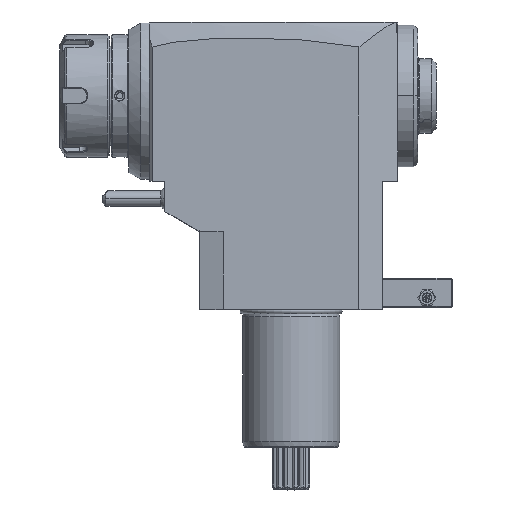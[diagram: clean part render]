
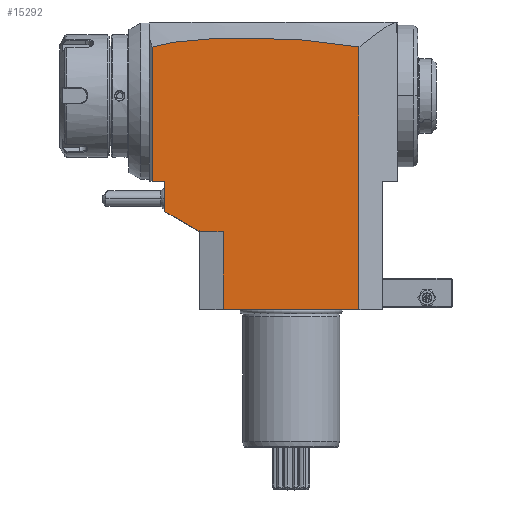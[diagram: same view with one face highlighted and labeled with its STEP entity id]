
A CAD part, top view. The second image highlights one B-rep face of the part: STEP entity #15292.
In plain terms, the highlighted planar face has unit normal (0, 0, 1).
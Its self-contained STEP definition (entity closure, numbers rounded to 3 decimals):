
#3392=DIRECTION('',(-1.,0.,0.));
#3393=VECTOR('',#3392,70.);
#3394=CARTESIAN_POINT('',(35.,0.,44.));
#3395=LINE('',#3394,#3393);
#3473=DIRECTION('',(1.,0.,0.));
#3474=VECTOR('',#3473,6.5);
#3475=CARTESIAN_POINT('',(-71.5,66.,44.));
#3476=LINE('',#3475,#3474);
#3481=DIRECTION('',(0.866,-0.5,0.));
#3482=VECTOR('',#3481,1.155);
#3483=CARTESIAN_POINT('',(-47.,40.577,44.));
#3484=LINE('',#3483,#3482);
#3485=DIRECTION('',(0.,1.,0.));
#3486=VECTOR('',#3485,0.577);
#3487=CARTESIAN_POINT('',(-47.,40.,44.));
#3488=LINE('',#3487,#3486);
#3489=DIRECTION('',(0.866,-0.5,0.));
#3490=VECTOR('',#3489,20.785);
#3491=CARTESIAN_POINT('',(-65.,50.392,44.));
#3492=LINE('',#3491,#3490);
#3493=DIRECTION('',(0.,-1.,0.));
#3494=VECTOR('',#3493,15.608);
#3495=CARTESIAN_POINT('',(-65.,66.,44.));
#3496=LINE('',#3495,#3494);
#3497=DIRECTION('',(0.,-1.,0.));
#3498=VECTOR('',#3497,69.054);
#3499=CARTESIAN_POINT('',(-71.5,135.054,44.));
#3500=LINE('',#3499,#3498);
#3501=CARTESIAN_POINT('',(35.,135.17,44.));
#3502=CARTESIAN_POINT('',(33.75,135.412,44.));
#3503=CARTESIAN_POINT('',(31.234,135.868,44.));
#3504=CARTESIAN_POINT('',(27.419,136.482,44.));
#3505=CARTESIAN_POINT('',(23.55,137.035,44.));
#3506=CARTESIAN_POINT('',(19.625,137.535,44.));
#3507=CARTESIAN_POINT('',(15.607,137.989,44.));
#3508=CARTESIAN_POINT('',(11.31,138.416,44.));
#3509=CARTESIAN_POINT('',(6.553,138.825,44.));
#3510=CARTESIAN_POINT('',(1.194,139.208,44.));
#3511=CARTESIAN_POINT('',(-4.441,139.526,44.));
#3512=CARTESIAN_POINT('',(-10.036,139.76,44.));
#3513=CARTESIAN_POINT('',(-15.582,139.913,44.));
#3514=CARTESIAN_POINT('',(-21.098,139.987,44.));
#3515=CARTESIAN_POINT('',(-26.541,139.98,44.));
#3516=CARTESIAN_POINT('',(-31.84,139.894,44.));
#3517=CARTESIAN_POINT('',(-36.798,139.737,44.));
#3518=CARTESIAN_POINT('',(-41.299,139.523,44.));
#3519=CARTESIAN_POINT('',(-45.254,139.274,44.));
#3520=CARTESIAN_POINT('',(-48.717,139.004,44.));
#3521=CARTESIAN_POINT('',(-51.777,138.72,44.));
#3522=CARTESIAN_POINT('',(-54.488,138.427,44.));
#3523=CARTESIAN_POINT('',(-56.905,138.128,44.));
#3524=CARTESIAN_POINT('',(-59.062,137.828,44.));
#3525=CARTESIAN_POINT('',(-60.97,137.532,44.));
#3526=CARTESIAN_POINT('',(-62.64,137.246,44.));
#3527=CARTESIAN_POINT('',(-64.117,136.968,44.));
#3528=CARTESIAN_POINT('',(-65.464,136.693,44.));
#3529=CARTESIAN_POINT('',(-66.739,136.409,44.));
#3530=CARTESIAN_POINT('',(-68.004,136.1,44.));
#3531=CARTESIAN_POINT('',(-69.239,135.77,44.));
#3532=CARTESIAN_POINT('',(-70.419,135.419,44.));
#3533=CARTESIAN_POINT('',(-71.148,135.177,44.));
#3534=CARTESIAN_POINT('',(-71.5,135.054,44.));
#3536=DIRECTION('',(0.,-1.,0.));
#3537=VECTOR('',#3536,135.17);
#3538=CARTESIAN_POINT('',(35.,135.17,44.));
#3539=LINE('',#3538,#3537);
#3580=DIRECTION('',(0.,-1.,0.));
#3581=VECTOR('',#3580,40.);
#3582=CARTESIAN_POINT('',(-35.,40.,44.));
#3583=LINE('',#3582,#3581);
#3596=DIRECTION('',(1.,0.,0.));
#3597=VECTOR('',#3596,11.);
#3598=CARTESIAN_POINT('',(-46.,40.,44.));
#3599=LINE('',#3598,#3597);
#11505=CARTESIAN_POINT('',(-71.5,66.,44.));
#11506=VERTEX_POINT('',#11505);
#11507=VERTEX_POINT('',#3501);
#11508=VERTEX_POINT('',#3534);
#11527=CARTESIAN_POINT('',(-46.,40.,44.));
#11528=CARTESIAN_POINT('',(-35.,40.,44.));
#11529=VERTEX_POINT('',#11527);
#11530=VERTEX_POINT('',#11528);
#11865=CARTESIAN_POINT('',(35.,0.,44.));
#11866=CARTESIAN_POINT('',(-35.,0.,44.));
#11867=VERTEX_POINT('',#11865);
#11868=VERTEX_POINT('',#11866);
#11893=CARTESIAN_POINT('',(-65.,50.392,44.));
#11894=CARTESIAN_POINT('',(-47.,40.,44.));
#11895=VERTEX_POINT('',#11893);
#11896=VERTEX_POINT('',#11894);
#12045=CARTESIAN_POINT('',(-47.,40.577,44.));
#12047=VERTEX_POINT('',#12045);
#12117=CARTESIAN_POINT('',(-65.,66.,44.));
#12118=VERTEX_POINT('',#12117);
#15266=CARTESIAN_POINT('',(-53.475,40.,44.));
#15267=DIRECTION('',(0.,0.,1.));
#15268=DIRECTION('',(1.,0.,0.));
#15269=AXIS2_PLACEMENT_3D('',#15266,#15267,#15268);
#15270=PLANE('',#15269);
#15272=ORIENTED_EDGE('',*,*,#15271,.F.);
#15274=ORIENTED_EDGE('',*,*,#15273,.F.);
#15276=ORIENTED_EDGE('',*,*,#15275,.F.);
#15277=ORIENTED_EDGE('',*,*,#15246,.F.);
#15278=ORIENTED_EDGE('',*,*,#15235,.F.);
#15280=ORIENTED_EDGE('',*,*,#15279,.F.);
#15282=ORIENTED_EDGE('',*,*,#15281,.F.);
#15284=ORIENTED_EDGE('',*,*,#15283,.T.);
#15285=ORIENTED_EDGE('',*,*,#15174,.T.);
#15287=ORIENTED_EDGE('',*,*,#15286,.F.);
#15289=ORIENTED_EDGE('',*,*,#15288,.F.);
#15290=EDGE_LOOP('',(#15272,#15274,#15276,#15277,#15278,#15280,#15282,#15284,
#15285,#15287,#15289));
#15291=FACE_OUTER_BOUND('',#15290,.F.);
#3535=B_SPLINE_CURVE_WITH_KNOTS('',3,(#3501,#3502,#3503,#3504,#3505,#3506,#3507,
#3508,#3509,#3510,#3511,#3512,#3513,#3514,#3515,#3516,#3517,#3518,#3519,#3520,
#3521,#3522,#3523,#3524,#3525,#3526,#3527,#3528,#3529,#3530,#3531,#3532,#3533,
#3534),.UNSPECIFIED.,.F.,.F.,(4,1,1,1,1,1,1,1,1,1,1,1,1,1,1,1,1,1,1,1,1,1,1,1,1,
1,1,1,1,1,1,4),(0.,0.032,0.065,0.097,
0.129,0.161,0.194,0.226,
0.258,0.29,0.323,0.355,
0.387,0.419,0.452,0.484,
0.516,0.548,0.581,0.613,
0.645,0.677,0.71,0.742,
0.774,0.806,0.839,0.871,
0.903,0.935,0.968,1.),.UNSPECIFIED.);
#15174=EDGE_CURVE('',#11867,#11868,#3395,.T.);
#15235=EDGE_CURVE('',#11506,#12118,#3476,.T.);
#15246=EDGE_CURVE('',#12118,#11895,#3496,.T.);
#15271=EDGE_CURVE('',#12047,#11529,#3484,.T.);
#15273=EDGE_CURVE('',#11896,#12047,#3488,.T.);
#15275=EDGE_CURVE('',#11895,#11896,#3492,.T.);
#15279=EDGE_CURVE('',#11508,#11506,#3500,.T.);
#15281=EDGE_CURVE('',#11507,#11508,#3535,.T.);
#15283=EDGE_CURVE('',#11507,#11867,#3539,.T.);
#15286=EDGE_CURVE('',#11530,#11868,#3583,.T.);
#15288=EDGE_CURVE('',#11529,#11530,#3599,.T.);
#15292=ADVANCED_FACE('',(#15291),#15270,.T.);
